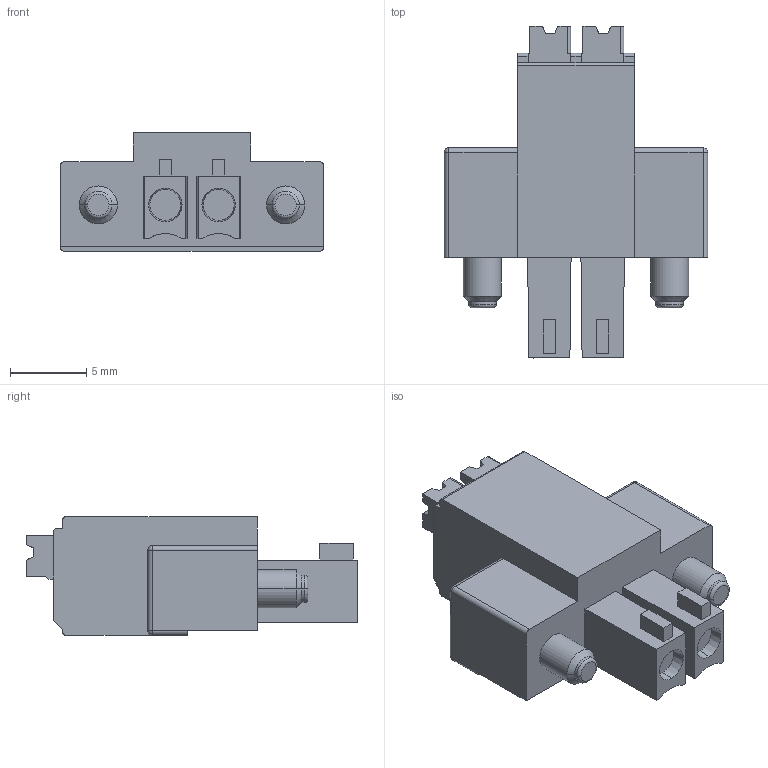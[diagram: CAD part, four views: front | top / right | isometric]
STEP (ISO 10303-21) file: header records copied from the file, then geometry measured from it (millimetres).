
FILE_DESCRIPTION((''),'2;1');
FILE_NAME('2','2020-06-17T',('P'),(''),'PRO/ENGINEER BY PARAMETRIC TECHNOLOGY CORPORATION, 2012360','PRO/ENGINEER BY PARAMETRIC TECHNOLOGY CORPORATION, 2012360','');
FILE_SCHEMA(('AUTOMOTIVE_DESIGN { 1 0 10303 214 1 1 1 1 }'));
Length unit declared in the file: millimetre
Products named in the file (1): 2
Bounding box: 17.3 x 21.8 x 7.8 mm (x, y, z)
Volume: 1271 mm3; surface area: 1176 mm2
Topology: 1 solids, 1 shells, 175 faces, 488 edges, 321 vertices
Faces by surface type: plane 112, cylinder 41, cone 10, torus 8, sphere 4
Entity records: 5703 total; most frequent: CARTESIAN_POINT 1034, ORIENTED_EDGE 968, DIRECTION 953, EDGE_CURVE 484, VECTOR 325, LINE 325, VERTEX_POINT 321, AXIS2_PLACEMENT_3D 314
